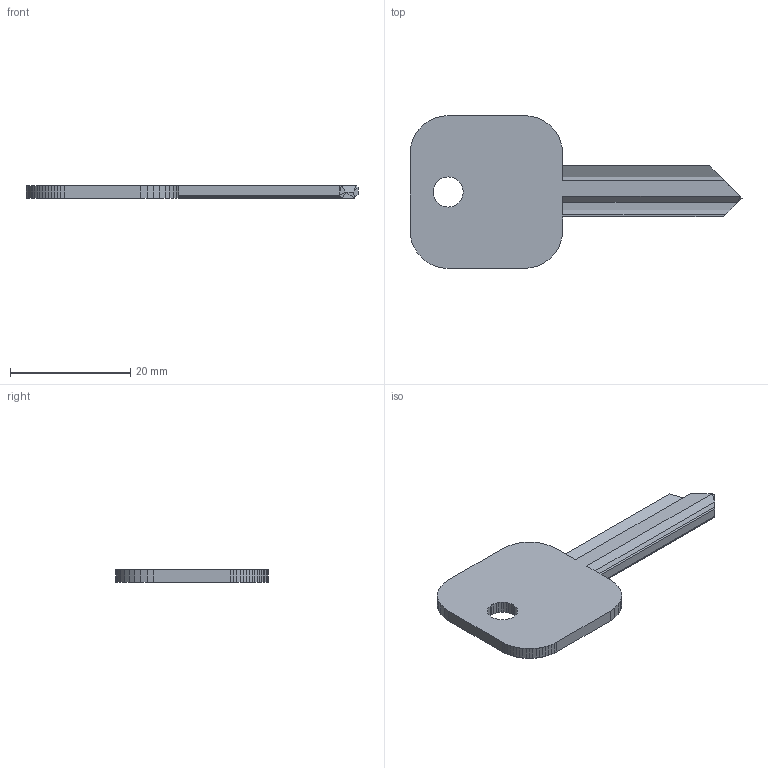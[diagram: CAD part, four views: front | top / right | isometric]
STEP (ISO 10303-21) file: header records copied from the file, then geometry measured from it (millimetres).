
FILE_DESCRIPTION(('FreeCAD Model'),'2;1');
FILE_NAME('Open CASCADE Shape Model','2024-02-02T15:20:00',(''),(''), 'Open CASCADE STEP processor 7.6','FreeCAD','Unknown');
FILE_SCHEMA(('AUTOMOTIVE_DESIGN { 1 0 10303 214 1 1 1 1 }'));
Length unit declared in the file: millimetre
Products named in the file (1): Key_Blanks002 (Solid)
Bounding box: 55.22 x 25.4 x 2 mm (x, y, z)
Volume: 1430.2 mm3; surface area: 2020.3 mm2
Topology: 1 solids, 1 shells, 160 faces, 392 edges, 234 vertices
Faces by surface type: plane 160
Entity records: 9622 total; most frequent: CARTESIAN_POINT 1571, DIRECTION 1498, LINE 1176, VECTOR 1176, ORIENTED_EDGE 784, PCURVE 784, DEFINITIONAL_REPRESENTATION 784, EDGE_CURVE 392
